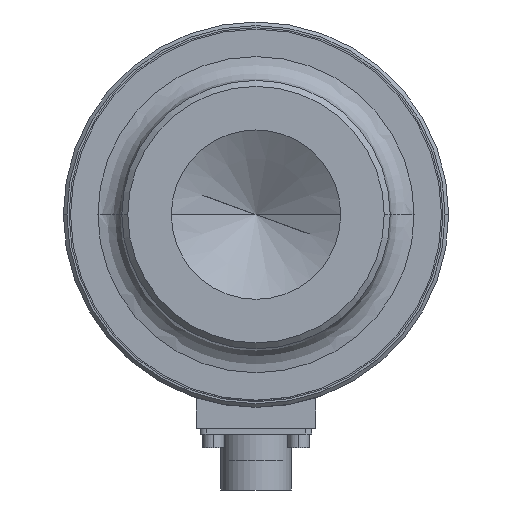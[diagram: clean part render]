
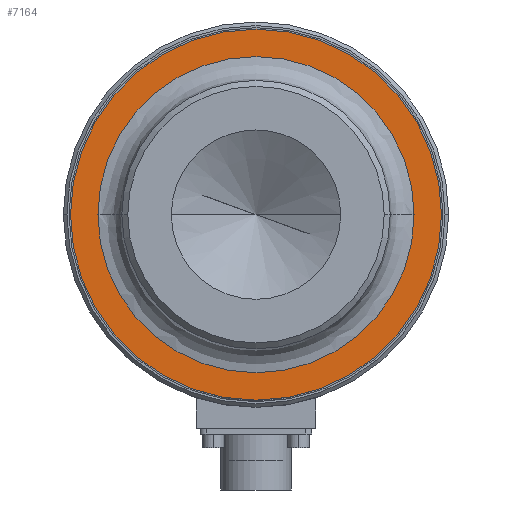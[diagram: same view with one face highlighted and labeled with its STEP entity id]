
A CAD part, front view. The second image highlights one B-rep face of the part: STEP entity #7164.
In plain terms, the highlighted face is planar.
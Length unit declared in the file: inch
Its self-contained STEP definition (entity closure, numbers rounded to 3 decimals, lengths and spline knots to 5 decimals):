
#148=CARTESIAN_POINT('',(1.555,0.0,0.75));
#149=VERTEX_POINT('',#148);
#165=CARTESIAN_POINT('',(-1.555,0.,0.75));
#166=VERTEX_POINT('',#165);
#173=CARTESIAN_POINT('',(0.,0.0,0.75));
#174=DIRECTION('',(0.0,0.0,-1.0));
#175=DIRECTION('',(1.0,0.0,0.0));
#176=AXIS2_PLACEMENT_3D('',#173,#174,#175);
#177=CIRCLE('',#176,1.555);
#178=EDGE_CURVE('',#166,#149,#177,.T.);
#238=CARTESIAN_POINT('',(-1.325,0.0,0.75));
#239=VERTEX_POINT('',#238);
#256=CARTESIAN_POINT('',(1.325,0.0,0.75));
#257=VERTEX_POINT('',#256);
#265=CARTESIAN_POINT('',(0.,0.0,0.75));
#266=DIRECTION('',(0.0,0.0,-1.0));
#267=DIRECTION('',(1.0,0.0,0.0));
#268=AXIS2_PLACEMENT_3D('',#265,#266,#267);
#269=CIRCLE('',#268,1.325);
#270=EDGE_CURVE('',#239,#257,#269,.T.);
#7133=CARTESIAN_POINT('',(0.,0.0,0.75));
#7134=DIRECTION('',(0.0,0.0,-1.0));
#7135=DIRECTION('',(1.0,0.0,0.0));
#7136=AXIS2_PLACEMENT_3D('',#7133,#7134,#7135);
#7137=CIRCLE('',#7136,1.325);
#7138=EDGE_CURVE('',#257,#239,#7137,.T.);
#7145=CARTESIAN_POINT('',(1.44,0.0,0.75));
#7146=DIRECTION('',(0.0,0.0,1.0));
#7147=DIRECTION('',(1.0,0.0,0.0));
#7148=AXIS2_PLACEMENT_3D('',#7145,#7146,#7147);
#7149=PLANE('',#7148);
#7150=CARTESIAN_POINT('',(0.,0.0,0.75));
#7151=DIRECTION('',(0.0,0.0,-1.0));
#7152=DIRECTION('',(1.0,0.0,0.0));
#7153=AXIS2_PLACEMENT_3D('',#7150,#7151,#7152);
#7154=CIRCLE('',#7153,1.555);
#7155=EDGE_CURVE('',#149,#166,#7154,.T.);
#7156=ORIENTED_EDGE('',*,*,#7155,.F.);
#7157=ORIENTED_EDGE('',*,*,#178,.F.);
#7158=EDGE_LOOP('',(#7156,#7157));
#7159=FACE_OUTER_BOUND('',#7158,.T.);
#7160=ORIENTED_EDGE('',*,*,#7138,.T.);
#7161=ORIENTED_EDGE('',*,*,#270,.T.);
#7162=EDGE_LOOP('',(#7160,#7161));
#7163=FACE_BOUND('',#7162,.T.);
#7164=ADVANCED_FACE('',(#7159,#7163),#7149,.T.);
